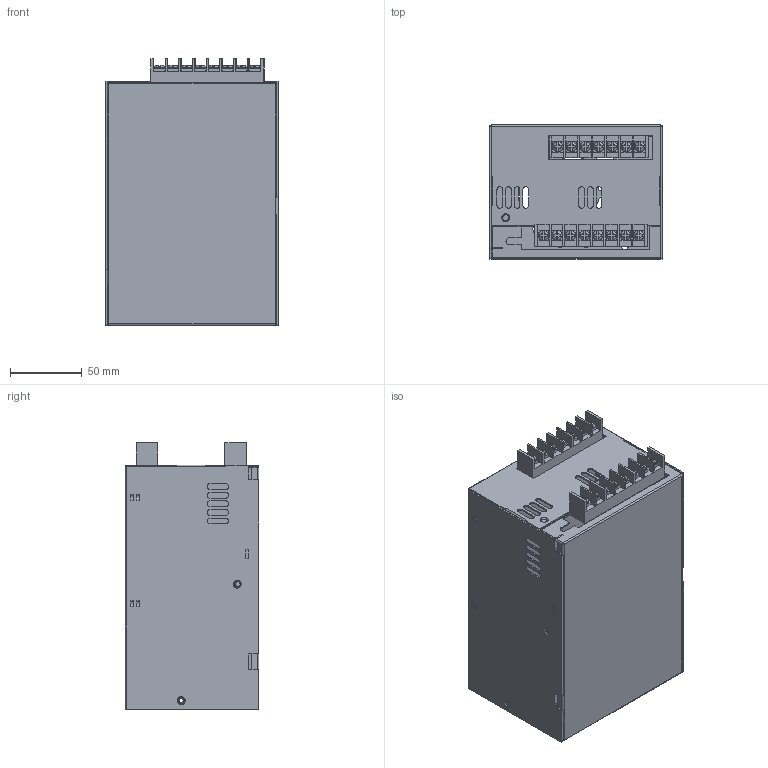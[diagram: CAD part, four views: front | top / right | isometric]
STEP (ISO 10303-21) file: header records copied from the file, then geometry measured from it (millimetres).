
FILE_DESCRIPTION(/* description */ (''),/* implementation_level */ '2;1');
FILE_NAME(/* name */ 'MRC-600_stp.stp',/* time_stamp */ '2023-07-20T18:41:08+08:00',/* author */ (''),/* organization */ (''),/* preprocessor_version */ 'ST-DEVELOPER v19.3',/* originating_system */ 'SIEMENS PLM Software NX2212.3001',/* authorisation */ '');
FILE_SCHEMA (('AP203_CONFIGURATION_CONTROLLED_3D_DESIGN_OF_MECHANICAL_PARTS_AND_ASSEMBLIES_MIM_LF { 1 0 10303 403 2 1 2}'));
Length unit declared in the file: millimetre
Products named in the file (7): PCB-A; DT-4C-B14W-P7_4; DT-4C-B14W-P8_5; NUT; KT2; KT1; MRC-600_stp
Assembly tree (6 placements, depth 2):
  MRC-600_stp
    KT1
    KT2
    NUT
    DT-4C-B14W-P8_5
    DT-4C-B14W-P7_4
    PCB-A
Bounding box: 120 x 93 x 185.53 mm (x, y, z)
Volume: 143963.1 mm3; surface area: 233613.9 mm2
Topology: 6 solids, 6 shells, 864 faces, 2447 edges, 1607 vertices
Faces by surface type: plane 618, cylinder 192, torus 27, bspline 15, cone 7, sphere 5
Full cylindrical faces by diameter (mm): 1.75 x2, 2.5 x1, 2.8 x13, 4 x7, 4.6 x2, 5 x2, 5.5 x1, 7 x15
Entity records: 31458 total; most frequent: CARTESIAN_POINT 6054, ORIENTED_EDGE 4696, DIRECTION 4600, EDGE_CURVE 2348, VERTEX_POINT 1590, LINE 1568, VECTOR 1568, AXIS2_PLACEMENT_3D 1516
